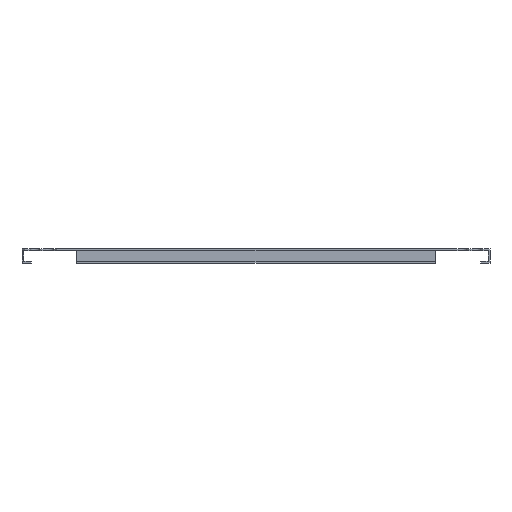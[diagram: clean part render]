
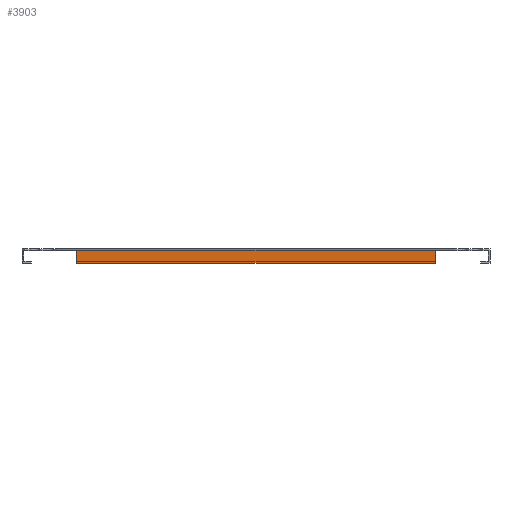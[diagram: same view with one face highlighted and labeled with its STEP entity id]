
A CAD part, front view. The second image highlights one B-rep face of the part: STEP entity #3903.
In plain terms, the highlighted planar face has unit normal (0, -1, 0).
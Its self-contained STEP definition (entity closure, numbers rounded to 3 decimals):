
#1053=DIRECTION('',(-1.,0.,0.));
#1054=VECTOR('',#1053,423.);
#1055=CARTESIAN_POINT('',(211.5,-895.,2.));
#1056=LINE('',#1055,#1054);
#1558=DIRECTION('',(0.,0.,1.));
#1559=VECTOR('',#1558,2.);
#1560=CARTESIAN_POINT('',(211.5,-895.,0.));
#1561=LINE('',#1560,#1559);
#1565=DIRECTION('',(-1.,0.,0.));
#1566=VECTOR('',#1565,20.5);
#1567=CARTESIAN_POINT('',(211.5,-895.,0.));
#1568=LINE('',#1567,#1566);
#1572=DIRECTION('',(-1.,0.,0.));
#1573=VECTOR('',#1572,382.);
#1574=CARTESIAN_POINT('',(191.,-895.,-13.));
#1575=LINE('',#1574,#1573);
#1579=DIRECTION('',(-1.,0.,0.));
#1580=VECTOR('',#1579,20.5);
#1581=CARTESIAN_POINT('',(-191.,-895.,0.));
#1582=LINE('',#1581,#1580);
#1593=DIRECTION('',(0.,0.,1.));
#1594=VECTOR('',#1593,13.);
#1595=CARTESIAN_POINT('',(191.,-895.,-13.));
#1596=LINE('',#1595,#1594);
#1656=DIRECTION('',(0.,0.,-1.));
#1657=VECTOR('',#1656,13.);
#1658=CARTESIAN_POINT('',(-191.,-895.,0.));
#1659=LINE('',#1658,#1657);
#1691=DIRECTION('',(0.,0.,-1.));
#1692=VECTOR('',#1691,2.);
#1693=CARTESIAN_POINT('',(-211.5,-895.,2.));
#1694=LINE('',#1693,#1692);
#2398=CARTESIAN_POINT('',(-211.5,-895.,0.));
#2399=VERTEX_POINT('',#2398);
#2400=CARTESIAN_POINT('',(-191.,-895.,0.));
#2401=VERTEX_POINT('',#2400);
#2406=CARTESIAN_POINT('',(191.,-895.,0.));
#2407=VERTEX_POINT('',#2406);
#2408=CARTESIAN_POINT('',(211.5,-895.,0.));
#2409=VERTEX_POINT('',#2408);
#2602=CARTESIAN_POINT('',(211.5,-895.,2.));
#2603=VERTEX_POINT('',#2602);
#2604=CARTESIAN_POINT('',(-211.5,-895.,2.));
#2605=VERTEX_POINT('',#2604);
#2692=CARTESIAN_POINT('',(191.,-895.,-13.));
#2693=VERTEX_POINT('',#2692);
#2694=CARTESIAN_POINT('',(-191.,-895.,-13.));
#2695=VERTEX_POINT('',#2694);
#3884=CARTESIAN_POINT('',(249.,-895.,2.));
#3885=DIRECTION('',(0.,-1.,0.));
#3886=DIRECTION('',(1.,0.,0.));
#3887=AXIS2_PLACEMENT_3D('',#3884,#3885,#3886);
#3888=PLANE('',#3887);
#3889=ORIENTED_EDGE('',*,*,#3872,.F.);
#3890=ORIENTED_EDGE('',*,*,#2946,.T.);
#3892=ORIENTED_EDGE('',*,*,#3891,.F.);
#3894=ORIENTED_EDGE('',*,*,#3893,.T.);
#3896=ORIENTED_EDGE('',*,*,#3895,.F.);
#3897=ORIENTED_EDGE('',*,*,#2938,.T.);
#3899=ORIENTED_EDGE('',*,*,#3898,.F.);
#3900=ORIENTED_EDGE('',*,*,#3285,.F.);
#3901=EDGE_LOOP('',(#3889,#3890,#3892,#3894,#3896,#3897,#3899,#3900));
#3902=FACE_OUTER_BOUND('',#3901,.F.);
#2938=EDGE_CURVE('',#2401,#2399,#1582,.T.);
#2946=EDGE_CURVE('',#2409,#2407,#1568,.T.);
#3285=EDGE_CURVE('',#2603,#2605,#1056,.T.);
#3872=EDGE_CURVE('',#2409,#2603,#1561,.T.);
#3891=EDGE_CURVE('',#2693,#2407,#1596,.T.);
#3893=EDGE_CURVE('',#2693,#2695,#1575,.T.);
#3895=EDGE_CURVE('',#2401,#2695,#1659,.T.);
#3898=EDGE_CURVE('',#2605,#2399,#1694,.T.);
#3903=ADVANCED_FACE('',(#3902),#3888,.T.);
